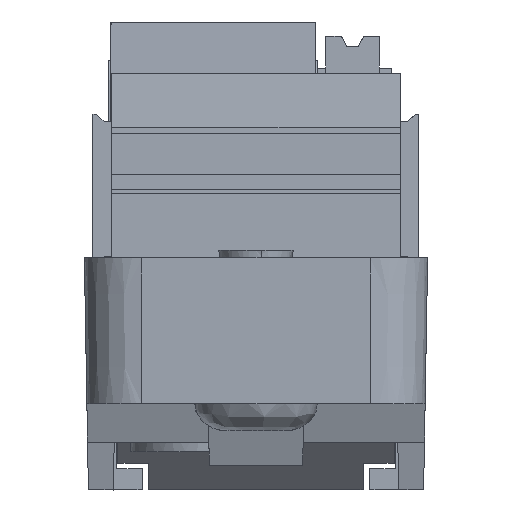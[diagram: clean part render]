
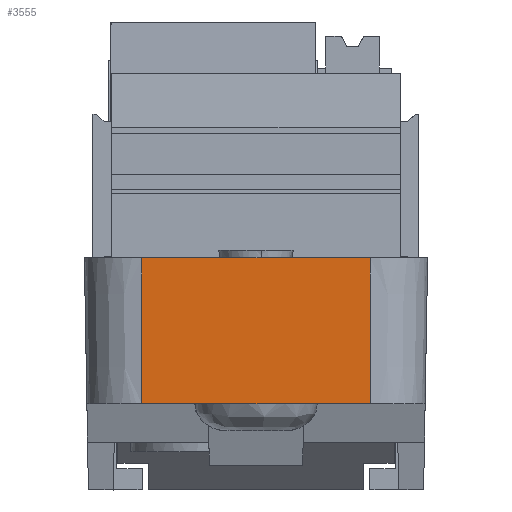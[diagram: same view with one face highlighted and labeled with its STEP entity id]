
A CAD part, front view. The second image highlights one B-rep face of the part: STEP entity #3555.
In plain terms, the highlighted planar face has unit normal (0, -1, -0.018).
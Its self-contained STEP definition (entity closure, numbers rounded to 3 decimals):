
#3519=AXIS2_PLACEMENT_3D('Plane Axis2P3D',#3516,#3517,#3518) ;
#3516=CARTESIAN_POINT('Axis2P3D Location',(17.9,0.,12.1)) ;
#3521=CARTESIAN_POINT('Line Origine',(14.9,0.066,8.3)) ;
#3525=CARTESIAN_POINT('Vertex',(14.9,0.,12.1)) ;
#3527=CARTESIAN_POINT('Vertex',(14.9,0.133,4.5)) ;
#3530=CARTESIAN_POINT('Line Origine',(8.95,0.,12.1)) ;
#3534=CARTESIAN_POINT('Vertex',(3.,0.,12.1)) ;
#3537=CARTESIAN_POINT('Line Origine',(3.,0.066,8.3)) ;
#3541=CARTESIAN_POINT('Vertex',(3.,0.133,4.5)) ;
#3544=CARTESIAN_POINT('Line Origine',(8.95,0.133,4.5)) ;
#3517=DIRECTION('Axis2P3D Direction',(0.,-1.,-0.017)) ;
#3518=DIRECTION('Axis2P3D XDirection',(0.,0.017,-1.)) ;
#3522=DIRECTION('Vector Direction',(0.,0.017,-1.)) ;
#3531=DIRECTION('Vector Direction',(-1.,0.,0.)) ;
#3538=DIRECTION('Vector Direction',(0.,-0.017,1.)) ;
#3545=DIRECTION('Vector Direction',(-1.,0.,0.)) ;
#3523=VECTOR('Line Direction',#3522,1.) ;
#3532=VECTOR('Line Direction',#3531,1.) ;
#3539=VECTOR('Line Direction',#3538,1.) ;
#3546=VECTOR('Line Direction',#3545,1.) ;
#3550=ORIENTED_EDGE('',*,*,#3529,.F.) ;
#3551=ORIENTED_EDGE('',*,*,#3536,.T.) ;
#3552=ORIENTED_EDGE('',*,*,#3543,.F.) ;
#3553=ORIENTED_EDGE('',*,*,#3548,.F.) ;
#3555=ADVANCED_FACE('NONE',(#3554),#3520,.T.) ;
#3529=EDGE_CURVE('',#3526,#3528,#3524,.T.) ;
#3536=EDGE_CURVE('',#3526,#3535,#3533,.T.) ;
#3543=EDGE_CURVE('',#3542,#3535,#3540,.T.) ;
#3548=EDGE_CURVE('',#3528,#3542,#3547,.T.) ;
#3549=EDGE_LOOP('',(#3550,#3551,#3552,#3553)) ;
#3554=FACE_OUTER_BOUND('',#3549,.T.) ;
#3524=LINE('Line',#3521,#3523) ;
#3533=LINE('Line',#3530,#3532) ;
#3540=LINE('Line',#3537,#3539) ;
#3547=LINE('Line',#3544,#3546) ;
#3520=PLANE('',#3519) ;
#3526=VERTEX_POINT('',#3525) ;
#3528=VERTEX_POINT('',#3527) ;
#3535=VERTEX_POINT('',#3534) ;
#3542=VERTEX_POINT('',#3541) ;
